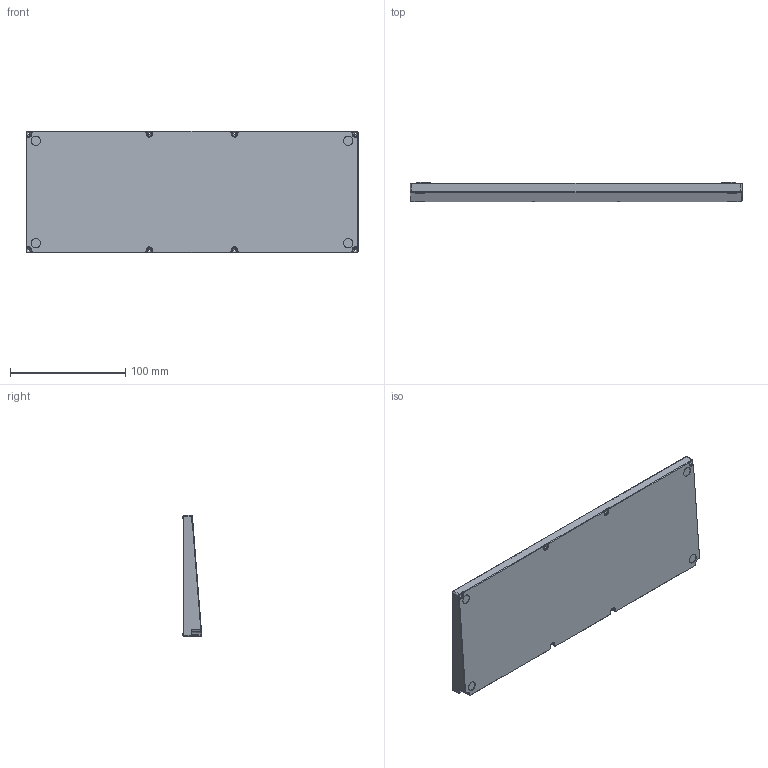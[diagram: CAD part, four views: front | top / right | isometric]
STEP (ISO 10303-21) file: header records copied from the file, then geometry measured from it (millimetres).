
FILE_DESCRIPTION(/* description */ (''),/* implementation_level */ '2;1');
FILE_NAME(/* name */ 'ogre_bottom.step',/* time_stamp */ '2024-07-04T06:55:00-05:00',/* author */ (''),/* organization */ (''),/* preprocessor_version */ 'ST-DEVELOPER v20',/* originating_system */ 'Autodesk Translation Framework v13.14.0.145',/* authorisation */ '');
FILE_SCHEMA (('AUTOMOTIVE_DESIGN { 1 0 10303 214 3 1 1 }'));
Length unit declared in the file: millimetre
Products named in the file (1): Ogre
Bounding box: 288.25 x 17.1 x 105.75 mm (x, y, z)
Volume: 146351.3 mm3; surface area: 77052.7 mm2
Topology: 1 solids, 1 shells, 517 faces, 1286 edges, 780 vertices
Faces by surface type: plane 202, cylinder 142, cone 93, bspline 76, torus 4
Full cylindrical faces by diameter (mm): 1.623 x4, 2 x8, 5.048 x2, 8.1 x4, 31 x1, 34 x1
Entity records: 16557 total; most frequent: CARTESIAN_POINT 4595, ORIENTED_EDGE 2556, DIRECTION 2344, EDGE_CURVE 1278, AXIS2_PLACEMENT_3D 797, VERTEX_POINT 780, LINE 750, VECTOR 750
